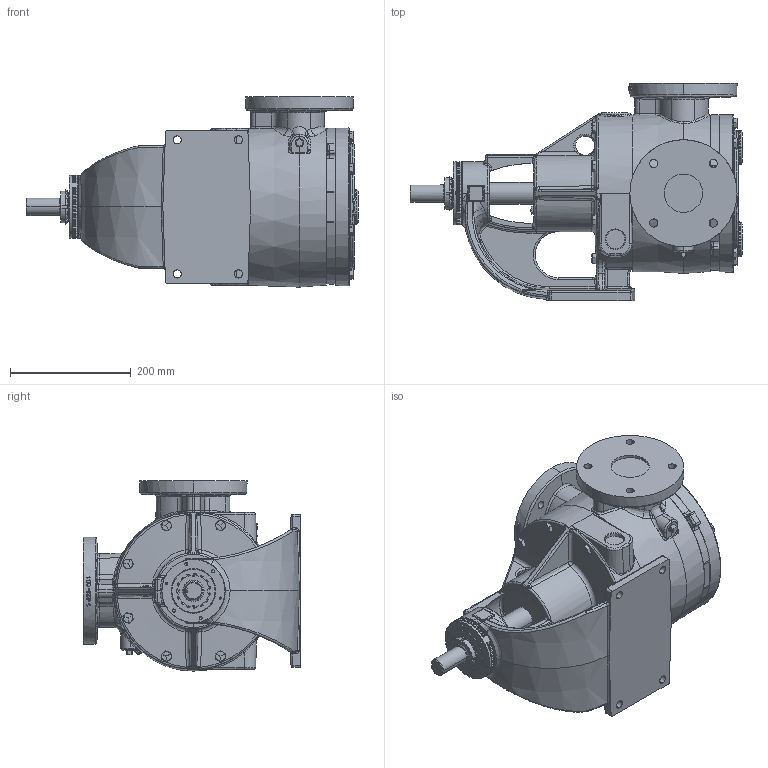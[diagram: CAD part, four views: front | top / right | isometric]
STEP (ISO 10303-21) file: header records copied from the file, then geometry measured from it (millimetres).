
FILE_DESCRIPTION (( 'STEP AP214' ), '1' );
FILE_NAME ('LQ724.STEP', '2016-09-07T16:49:02', ( '' ), ( '' ), 'SwSTEP 2.0', 'SolidWorks 2015', '' );
FILE_SCHEMA (( 'AUTOMOTIVE_DESIGN' ));
Length unit declared in the file: inch
Products named in the file (2): LQ724
Bounding box: 551.05 x 360.43 x 315.74 mm (x, y, z)
Volume: 17921470.8 mm3; surface area: 750814 mm2
Topology: 1 solids, 1 shells, 2273 faces, 5828 edges, 3572 vertices
Faces by surface type: plane 850, cylinder 515, bspline 471, cone 286, torus 117, sphere 34
Entity records: 169837 total; most frequent: CARTESIAN_POINT 99065, ORIENTED_EDGE 11576, DIRECTION 9377, EDGE_CURVE 5788, AXIS2_PLACEMENT_3D 3633, VERTEX_POINT 3572, EDGE_LOOP 2372, ADVANCED_FACE 2273
